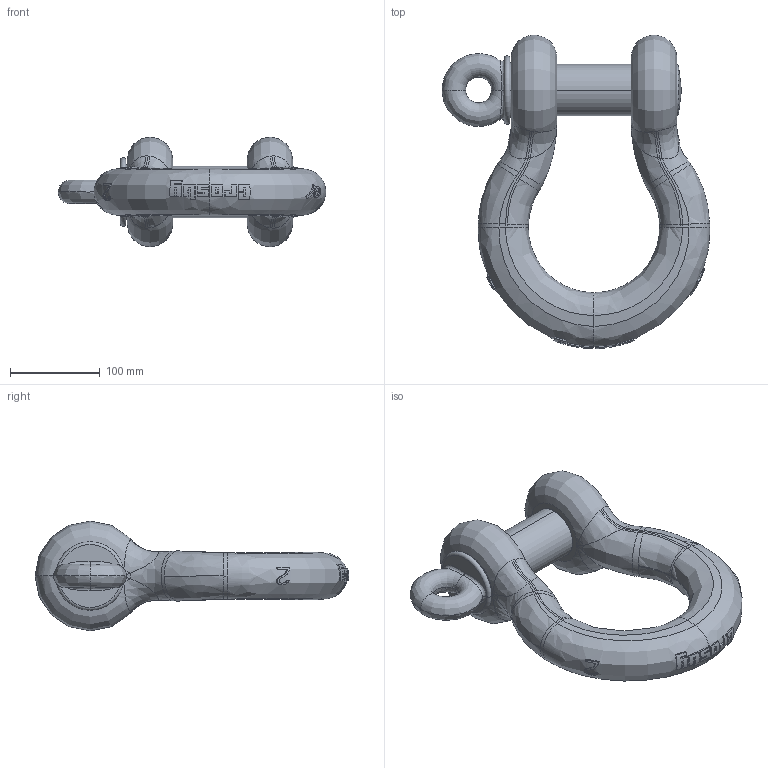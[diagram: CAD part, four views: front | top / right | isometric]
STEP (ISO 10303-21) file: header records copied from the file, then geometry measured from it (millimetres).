
FILE_DESCRIPTION((''),'2;1');
FILE_NAME('CROSBY_209_200','2003-11-18T',('adoughty'),('The Crosby Group, Inc.'),'PRO/ENGINEER BY PARAMETRIC TECHNOLOGY CORPORATION, 2001150','PRO/ENGINEER BY PARAMETRIC TECHNOLOGY CORPORATION, 2001150','');
FILE_SCHEMA(('CONFIG_CONTROL_DESIGN'));
Length unit declared in the file: inch
Products named in the file (1): CROSBY_209_200
Bounding box: 297.81 x 348.94 x 122.17 mm (x, y, z)
Volume: 2600142.9 mm3; surface area: 219222.5 mm2
Topology: 2 solids, 2 shells, 235 faces, 582 edges, 359 vertices
Faces by surface type: bspline 152, plane 68, cylinder 7, torus 6, cone 2
Entity records: 14602 total; most frequent: CARTESIAN_POINT 10326, ORIENTED_EDGE 1160, EDGE_CURVE 580, B_SPLINE_CURVE_WITH_KNOTS 434, VERTEX_POINT 359, DIRECTION 350, EDGE_LOOP 251, FACE_OUTER_BOUND 235
